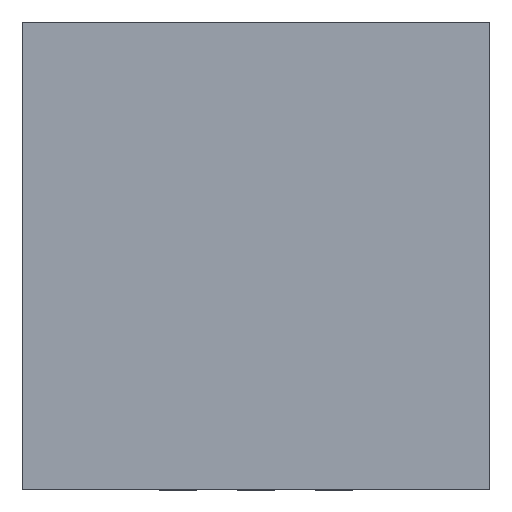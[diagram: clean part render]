
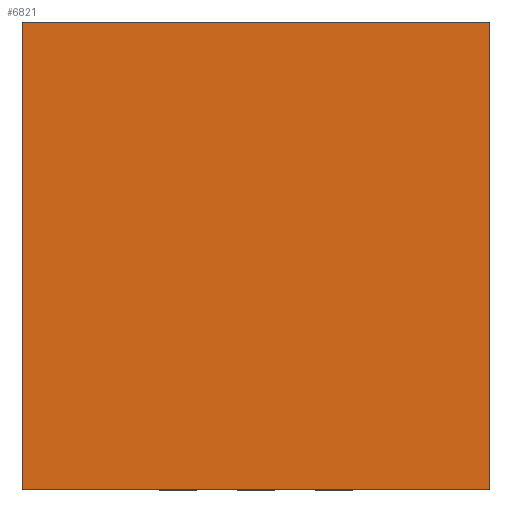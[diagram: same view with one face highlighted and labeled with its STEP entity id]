
A CAD part, top view. The second image highlights one B-rep face of the part: STEP entity #6821.
In plain terms, the highlighted face is planar.
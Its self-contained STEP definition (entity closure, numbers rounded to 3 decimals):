
#5152=DIRECTION('',(0.,0.,1.));
#5153=VECTOR('',#5152,3.);
#5154=CARTESIAN_POINT('',(-1.5,0.775,-1.5));
#5155=LINE('',#5154,#5153);
#5159=DIRECTION('',(-1.,0.,0.));
#5160=VECTOR('',#5159,3.);
#5161=CARTESIAN_POINT('',(1.5,0.775,-1.5));
#5162=LINE('',#5161,#5160);
#5166=DIRECTION('',(0.,0.,-1.));
#5167=VECTOR('',#5166,3.);
#5168=CARTESIAN_POINT('',(1.5,0.775,1.5));
#5169=LINE('',#5168,#5167);
#5173=DIRECTION('',(1.,0.,0.));
#5174=VECTOR('',#5173,3.);
#5175=CARTESIAN_POINT('',(-1.5,0.775,1.5));
#5176=LINE('',#5175,#5174);
#5510=CARTESIAN_POINT('',(-1.5,0.775,-1.5));
#5511=CARTESIAN_POINT('',(-1.5,0.775,1.5));
#5512=VERTEX_POINT('',#5510);
#5513=VERTEX_POINT('',#5511);
#5514=CARTESIAN_POINT('',(1.5,0.775,1.5));
#5515=VERTEX_POINT('',#5514);
#5516=CARTESIAN_POINT('',(1.5,0.775,-1.5));
#5517=VERTEX_POINT('',#5516);
#6810=CARTESIAN_POINT('',(0.,0.775,0.));
#6811=DIRECTION('',(0.,1.,0.));
#6812=DIRECTION('',(1.,0.,0.));
#6813=AXIS2_PLACEMENT_3D('',#6810,#6811,#6812);
#6814=PLANE('',#6813);
#6815=ORIENTED_EDGE('',*,*,#6088,.F.);
#6816=ORIENTED_EDGE('',*,*,#6153,.F.);
#6817=ORIENTED_EDGE('',*,*,#6435,.F.);
#6818=ORIENTED_EDGE('',*,*,#6702,.F.);
#6819=EDGE_LOOP('',(#6815,#6816,#6817,#6818));
#6820=FACE_OUTER_BOUND('',#6819,.F.);
#6821=ADVANCED_FACE('',(#6820),#6814,.T.);
#6088=EDGE_CURVE('',#5512,#5513,#5155,.T.);
#6153=EDGE_CURVE('',#5517,#5512,#5162,.T.);
#6435=EDGE_CURVE('',#5515,#5517,#5169,.T.);
#6702=EDGE_CURVE('',#5513,#5515,#5176,.T.);
